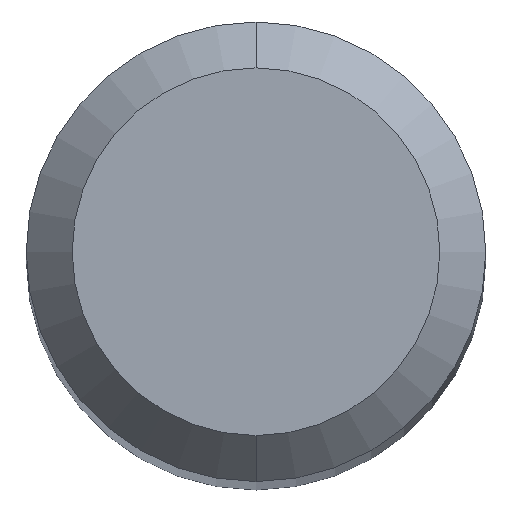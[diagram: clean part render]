
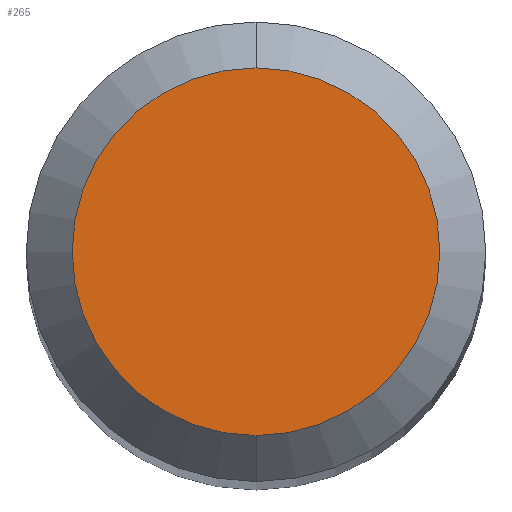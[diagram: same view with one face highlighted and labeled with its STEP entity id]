
A CAD part, top view. The second image highlights one B-rep face of the part: STEP entity #265.
In plain terms, the highlighted planar face has unit normal (0, 0, 1).
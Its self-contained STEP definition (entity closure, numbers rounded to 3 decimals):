
#265=ADVANCED_FACE('',(#579),#580,.T.);
#353=VERTEX_POINT('',#676);
#367=EDGE_CURVE('',#453,#353,#691,.T.);
#443=EDGE_CURVE('',#353,#453,#776,.T.);
#453=VERTEX_POINT('',#787);
#579=FACE_OUTER_BOUND('',#993,.T.);
#580=PLANE('',#994);
#676=CARTESIAN_POINT('',(0.,-1.2,0.0));
#691=CIRCLE('',#1281,1.2);
#776=CIRCLE('',#1414,1.2);
#787=CARTESIAN_POINT('',(0.0,1.2,0.0));
#993=EDGE_LOOP('',(#1531,#1532));
#994=AXIS2_PLACEMENT_3D('',#1533,#1534,#1535);
#1281=AXIS2_PLACEMENT_3D('',#1640,#1641,#1642);
#1414=AXIS2_PLACEMENT_3D('',#1764,#1765,#1766);
#1531=ORIENTED_EDGE('',*,*,#367,.F.);
#1532=ORIENTED_EDGE('',*,*,#443,.F.);
#1533=CARTESIAN_POINT('',(0.0,0.6,0.0));
#1534=DIRECTION('',(-0.0,0.0,1.0));
#1535=DIRECTION('',(0.0,-1.0,0.0));
#1640=CARTESIAN_POINT('',(0.0,0.0,0.0));
#1641=DIRECTION('',(0.0,0.0,-1.0));
#1642=DIRECTION('',(0.0,1.0,0.0));
#1764=CARTESIAN_POINT('',(0.0,0.0,0.0));
#1765=DIRECTION('',(0.0,0.0,-1.0));
#1766=DIRECTION('',(0.0,1.0,0.0));
